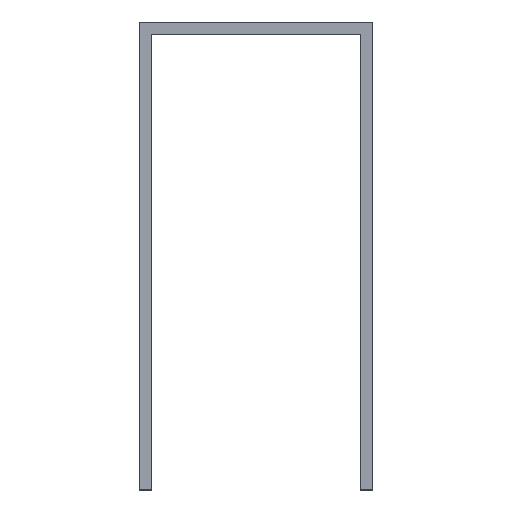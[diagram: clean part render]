
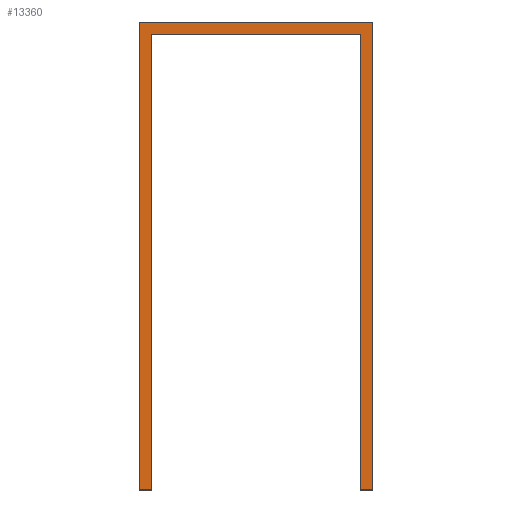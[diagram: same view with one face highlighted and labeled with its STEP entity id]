
A CAD part, top view. The second image highlights one B-rep face of the part: STEP entity #13360.
In plain terms, the highlighted planar face has unit normal (0, 0, 1).
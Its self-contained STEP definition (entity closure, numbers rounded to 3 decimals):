
#92 = LINE ( 'NONE', #9357, #13871 ) ;
#275 = CARTESIAN_POINT ( 'NONE',  ( -67., 93.5, 2.5 ) ) ;
#433 = VERTEX_POINT ( 'NONE', #8118 ) ;
#612 = CARTESIAN_POINT ( 'NONE',  ( -21.5, 96., 2.5 ) ) ;
#858 = EDGE_CURVE ( 'NONE', #4097, #6211, #8353, .T. ) ;
#977 = ORIENTED_EDGE ( 'NONE', *, *, #11955, .T. ) ;
#1035 = CARTESIAN_POINT ( 'NONE',  ( -69.5, 96., 2.5 ) ) ;
#1149 = LINE ( 'NONE', #11583, #12520 ) ;
#1393 = VECTOR ( 'NONE', #7346, 1000. ) ;
#1512 = DIRECTION ( 'NONE',  ( 0., 0., -1. ) ) ;
#1626 = VECTOR ( 'NONE', #14055, 1000. ) ;
#1666 = PLANE ( 'NONE',  #13640 ) ;
#1981 = VERTEX_POINT ( 'NONE', #8452 ) ;
#2211 = LINE ( 'NONE', #6966, #3221 ) ;
#2456 = LINE ( 'NONE', #4224, #13488 ) ;
#2749 = CARTESIAN_POINT ( 'NONE',  ( -24., 0., 2.5 ) ) ;
#2942 = FACE_OUTER_BOUND ( 'NONE', #12444, .T. ) ;
#2950 = EDGE_CURVE ( 'NONE', #5048, #5814, #92, .T. ) ;
#3200 = VECTOR ( 'NONE', #5324, 1000. ) ;
#3221 = VECTOR ( 'NONE', #7942, 1000. ) ;
#4097 = VERTEX_POINT ( 'NONE', #9000 ) ;
#4224 = CARTESIAN_POINT ( 'NONE',  ( -67., 93.5, 2.5 ) ) ;
#4445 = CARTESIAN_POINT ( 'NONE',  ( -69.5, 0., 2.5 ) ) ;
#4673 = VERTEX_POINT ( 'NONE', #1035 ) ;
#4774 = LINE ( 'NONE', #4445, #6172 ) ;
#5048 = VERTEX_POINT ( 'NONE', #612 ) ;
#5324 = DIRECTION ( 'NONE',  ( 1., 0., 0. ) ) ;
#5560 = DIRECTION ( 'NONE',  ( 1., 0., 0. ) ) ;
#5734 = EDGE_CURVE ( 'NONE', #4673, #5048, #6888, .T. ) ;
#5814 = VERTEX_POINT ( 'NONE', #14083 ) ;
#6172 = VECTOR ( 'NONE', #5560, 1000. ) ;
#6211 = VERTEX_POINT ( 'NONE', #2749 ) ;
#6340 = CARTESIAN_POINT ( 'NONE',  ( 24., 0., 2.5 ) ) ;
#6888 = LINE ( 'NONE', #9576, #1393 ) ;
#6966 = CARTESIAN_POINT ( 'NONE',  ( -67., 96., 2.5 ) ) ;
#6985 = CARTESIAN_POINT ( 'NONE',  ( 24., 96., 2.5 ) ) ;
#7312 = CARTESIAN_POINT ( 'NONE',  ( -24., 96., 2.5 ) ) ;
#7346 = DIRECTION ( 'NONE',  ( 1., 0., 0. ) ) ;
#7426 = EDGE_CURVE ( 'NONE', #6211, #5814, #9455, .T. ) ;
#7942 = DIRECTION ( 'NONE',  ( 0., 1., 0. ) ) ;
#8118 = CARTESIAN_POINT ( 'NONE',  ( -67., 0., 2.5 ) ) ;
#8241 = EDGE_CURVE ( 'NONE', #1981, #4673, #1149, .T. ) ;
#8328 = DIRECTION ( 'NONE',  ( 0., 1., 0. ) ) ;
#8353 = LINE ( 'NONE', #7312, #1626 ) ;
#8452 = CARTESIAN_POINT ( 'NONE',  ( -69.5, 0., 2.5 ) ) ;
#9000 = CARTESIAN_POINT ( 'NONE',  ( -24., 93.5, 2.5 ) ) ;
#9060 = EDGE_CURVE ( 'NONE', #1981, #433, #4774, .T. ) ;
#9120 = EDGE_CURVE ( 'NONE', #433, #13250, #2211, .T. ) ;
#9160 = ORIENTED_EDGE ( 'NONE', *, *, #2950, .F. ) ;
#9357 = CARTESIAN_POINT ( 'NONE',  ( -21.5, 96., 2.5 ) ) ;
#9455 = LINE ( 'NONE', #6340, #3200 ) ;
#9576 = CARTESIAN_POINT ( 'NONE',  ( 24., 96., 2.5 ) ) ;
#9735 = ORIENTED_EDGE ( 'NONE', *, *, #5734, .F. ) ;
#10499 = ORIENTED_EDGE ( 'NONE', *, *, #8241, .F. ) ;
#11227 = ORIENTED_EDGE ( 'NONE', *, *, #9060, .T. ) ;
#11583 = CARTESIAN_POINT ( 'NONE',  ( -69.5, 96., 2.5 ) ) ;
#11955 = EDGE_CURVE ( 'NONE', #13250, #4097, #2456, .T. ) ;
#12444 = EDGE_LOOP ( 'NONE', ( #9160, #9735, #10499, #11227, #13105, #977, #12525, #13859 ) ) ;
#12520 = VECTOR ( 'NONE', #8328, 1000. ) ;
#12525 = ORIENTED_EDGE ( 'NONE', *, *, #858, .T. ) ;
#13105 = ORIENTED_EDGE ( 'NONE', *, *, #9120, .T. ) ;
#13237 = DIRECTION ( 'NONE',  ( 1., 0., 0. ) ) ;
#13250 = VERTEX_POINT ( 'NONE', #275 ) ;
#13360 = ADVANCED_FACE ( 'NONE', ( #2942 ), #1666, .F. ) ;
#13488 = VECTOR ( 'NONE', #13237, 1000. ) ;
#13640 = AXIS2_PLACEMENT_3D ( 'NONE', #6985, #1512, #13789 ) ;
#13789 = DIRECTION ( 'NONE',  ( -1., 0., 0. ) ) ;
#13821 = DIRECTION ( 'NONE',  ( 0., -1., 0. ) ) ;
#13859 = ORIENTED_EDGE ( 'NONE', *, *, #7426, .T. ) ;
#13871 = VECTOR ( 'NONE', #13821, 1000. ) ;
#14055 = DIRECTION ( 'NONE',  ( 0., -1., 0. ) ) ;
#14083 = CARTESIAN_POINT ( 'NONE',  ( -21.5, 0., 2.5 ) ) ;
